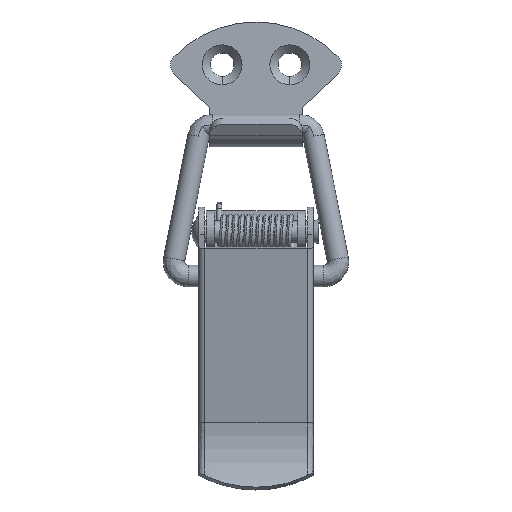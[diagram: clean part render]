
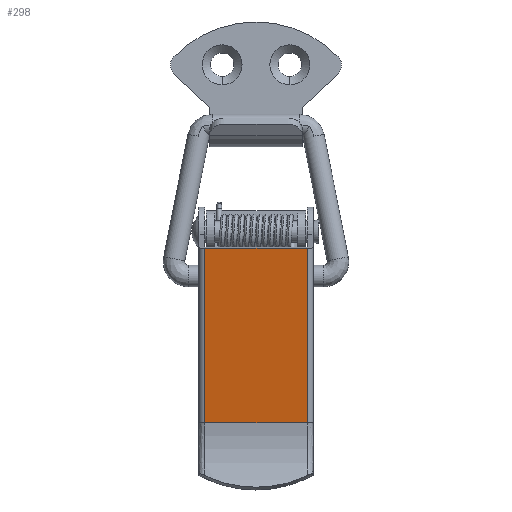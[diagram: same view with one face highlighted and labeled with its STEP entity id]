
A CAD part, front view. The second image highlights one B-rep face of the part: STEP entity #298.
In plain terms, the highlighted face is planar.
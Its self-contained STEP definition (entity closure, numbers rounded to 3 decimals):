
#298=ADVANCED_FACE('',(#797),#796,.F.);
#796=PLANE('',#5227);
#797=FACE_OUTER_BOUND('',#5228,.T.);
#5224=CARTESIAN_POINT('',(-5.691,-8.64,-14.33));
#5225=DIRECTION('',(0.982,0.,0.188));
#5226=DIRECTION('',(0.188,0.,-0.982));
#5227=AXIS2_PLACEMENT_3D('',#5224,#5225,#5226);
#5228=EDGE_LOOP('',(#6321,#6322,#6323,#6324));
#6321=ORIENTED_EDGE('',*,*,#7014,.T.);
#6322=ORIENTED_EDGE('',*,*,#7044,.T.);
#6323=ORIENTED_EDGE('',*,*,#6996,.F.);
#6324=ORIENTED_EDGE('',*,*,#7045,.T.);
#6996=EDGE_CURVE('',#8050,#8057,#8058,.T.);
#7014=EDGE_CURVE('',#8181,#8174,#8182,.T.);
#7044=EDGE_CURVE('',#8174,#8057,#8377,.T.);
#7045=EDGE_CURVE('',#8050,#8181,#8383,.T.);
#8050=VERTEX_POINT('',#10897);
#8057=VERTEX_POINT('',#10902);
#8058=LINE('',#10903,#10904);
#8174=VERTEX_POINT('',#10980);
#8181=VERTEX_POINT('',#10985);
#8182=LINE('',#10986,#10987);
#8377=LINE('',#11149,#11150);
#8383=LINE('',#11152,#11153);
#10897=CARTESIAN_POINT('',(-0.55,-7.2,-41.253));
#10902=CARTESIAN_POINT('',(-0.55,7.2,-41.253));
#10903=CARTESIAN_POINT('',(-0.55,-7.2,-41.253));
#10904=VECTOR('',#10905,14.4);
#10905=DIRECTION('',(0.,1.,0.));
#10980=CARTESIAN_POINT('',(-5.224,7.2,-16.778));
#10985=CARTESIAN_POINT('',(-5.224,-7.2,-16.778));
#10986=CARTESIAN_POINT('',(-5.224,-7.2,-16.778));
#10987=VECTOR('',#10988,14.4);
#10988=DIRECTION('',(0.,1.,0.));
#11149=CARTESIAN_POINT('',(-5.224,7.2,-16.778));
#11150=VECTOR('',#11151,24.917);
#11151=DIRECTION('',(0.188,0.,-0.982));
#11152=CARTESIAN_POINT('',(-0.55,-7.2,-41.253));
#11153=VECTOR('',#11154,24.917);
#11154=DIRECTION('',(-0.188,0.,0.982));
